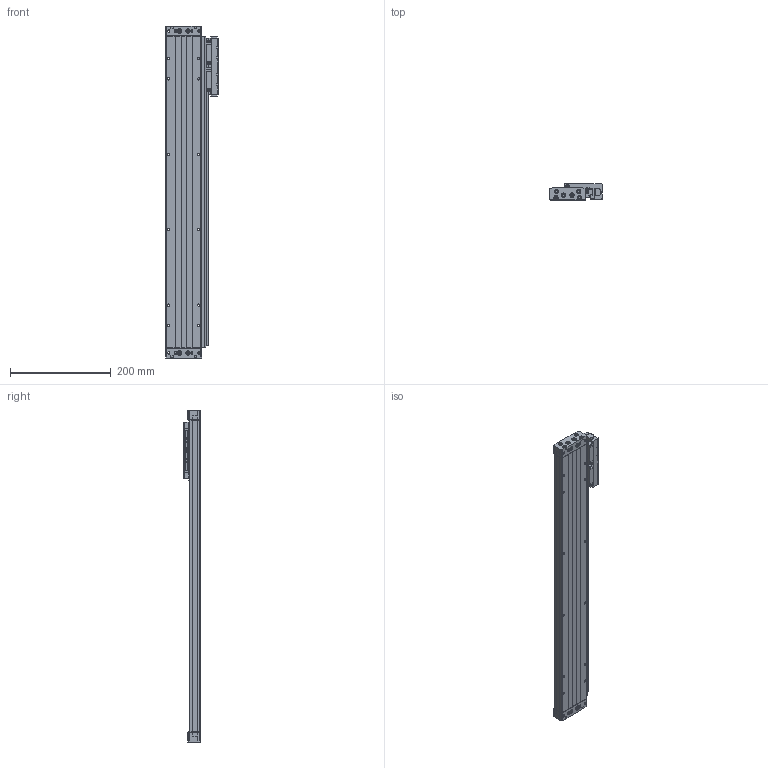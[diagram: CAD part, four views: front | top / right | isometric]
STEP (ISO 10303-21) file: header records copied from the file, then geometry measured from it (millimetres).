
FILE_DESCRIPTION(/* description */ ('STEP AP214'),/* implementation_level */ '2;1');
FILE_NAME(/* name */ '5074946_DLGF-KF-20-500-PPSA',/* time_stamp */ '2024-08-20T14:25:01+02:00',/* author */ ('License CC BY-ND 4.0'),/* organization */ ('CADENAS'),/* preprocessor_version */ 'ST-DEVELOPER v19.3',/* originating_system */ 'PARTsolutions',/* authorisation */ ' ');
FILE_SCHEMA (('AUTOMOTIVE_DESIGN {1 0 10303 214 3 1 1}'));
Length unit declared in the file: millimetre
Products named in the file (6): 5074946 DLGF-KF-20-500-PPSA---(0); 8063799 DLGF-20-KF-500---(G); 4002773 DLGF-20; 8072429 DLGF-20; 8070146 DLGF-20/25; DIN-913 - M5x5
Assembly tree (13 placements, depth 2):
  5074946 DLGF-KF-20-500-PPSA---(0)
    8063799 DLGF-20-KF-500---(G)
    4002773 DLGF-20
    8072429 DLGF-20
    8070146 DLGF-20/25  x4
    DIN-913 - M5x5  x6
Bounding box: 105 x 32 x 660 mm (x, y, z)
Volume: 1112465.3 mm3; surface area: 248763.6 mm2
Topology: 13 solids, 13 shells, 1246 faces, 3054 edges, 1949 vertices
Faces by surface type: plane 619, cylinder 401, cone 148, torus 78
Full cylindrical faces by diameter (mm): 2.459 x13, 3 x25, 3.242 x15, 4 x1, 4.134 x8, 4.2 x2, 4.5 x4, 4.7 x16, 5 x7, 5.5 x9, 6 x2, 6.5 x4, 7 x12, 8 x21, 8.4 x1, 9 x8, 11 x8
Entity records: 35407 total; most frequent: DIRECTION 5719, CARTESIAN_POINT 5684, ORIENTED_EDGE 5024, EDGE_CURVE 2512, AXIS2_PLACEMENT_3D 2096, VERTEX_POINT 1819, FACE_BOUND 1697, EDGE_LOOP 1677
